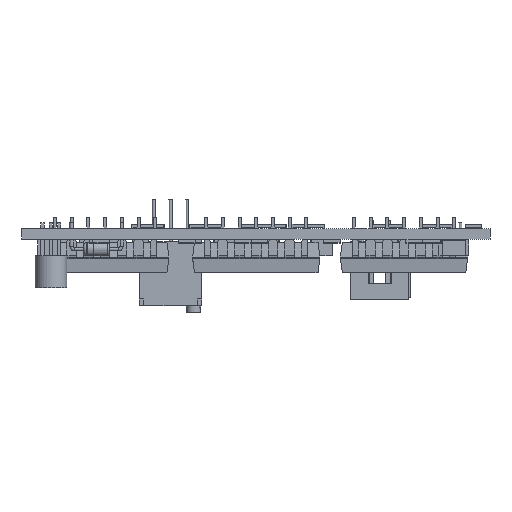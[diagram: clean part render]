
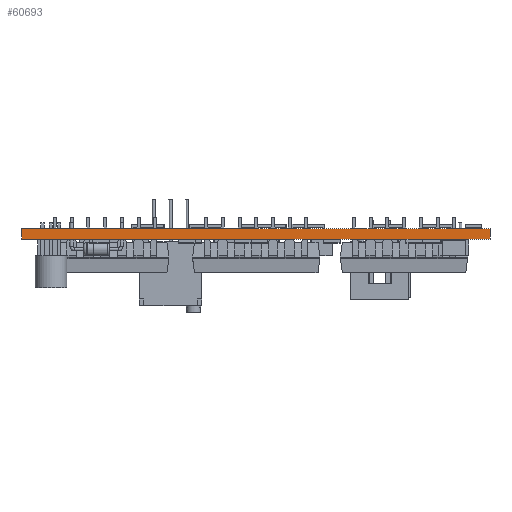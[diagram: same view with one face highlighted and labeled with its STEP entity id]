
A CAD part, front view. The second image highlights one B-rep face of the part: STEP entity #60693.
In plain terms, the highlighted planar face has unit normal (0, -1, 0).
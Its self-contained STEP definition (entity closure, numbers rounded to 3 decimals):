
#60693 = ADVANCED_FACE('',(#60694),#60708,.T.);
#60694 = FACE_BOUND('',#60695,.T.);
#60695 = EDGE_LOOP('',(#60696,#60731,#60759,#60787));
#60696 = ORIENTED_EDGE('',*,*,#60697,.T.);
#60697 = EDGE_CURVE('',#60698,#60700,#60702,.T.);
#60698 = VERTEX_POINT('',#60699);
#60699 = CARTESIAN_POINT('',(178.38,-146.57,0.));
#60700 = VERTEX_POINT('',#60701);
#60701 = CARTESIAN_POINT('',(178.38,-146.57,1.6));
#60702 = SURFACE_CURVE('',#60703,(#60707,#60719),.PCURVE_S1.);
#60703 = LINE('',#60704,#60705);
#60704 = CARTESIAN_POINT('',(178.38,-146.57,0.));
#60705 = VECTOR('',#60706,1.);
#60706 = DIRECTION('',(0.,0.,1.));
#60707 = PCURVE('',#60708,#60713);
#60708 = PLANE('',#60709);
#60709 = AXIS2_PLACEMENT_3D('',#60710,#60711,#60712);
#60710 = CARTESIAN_POINT('',(178.38,-146.57,0.));
#60711 = DIRECTION('',(0.,-1.,0.));
#60712 = DIRECTION('',(-1.,0.,0.));
#60713 = DEFINITIONAL_REPRESENTATION('',(#60714),#60718);
#60714 = LINE('',#60715,#60716);
#60715 = CARTESIAN_POINT('',(0.,-0.));
#60716 = VECTOR('',#60717,1.);
#60717 = DIRECTION('',(0.,-1.));
#60718 = ( GEOMETRIC_REPRESENTATION_CONTEXT(2) 
PARAMETRIC_REPRESENTATION_CONTEXT() REPRESENTATION_CONTEXT('2D SPACE',''
  ) );
#60719 = PCURVE('',#60720,#60725);
#60720 = PLANE('',#60721);
#60721 = AXIS2_PLACEMENT_3D('',#60722,#60723,#60724);
#60722 = CARTESIAN_POINT('',(178.38,-36.57,0.));
#60723 = DIRECTION('',(1.,0.,-0.));
#60724 = DIRECTION('',(0.,-1.,0.));
#60725 = DEFINITIONAL_REPRESENTATION('',(#60726),#60730);
#60726 = LINE('',#60727,#60728);
#60727 = CARTESIAN_POINT('',(110.,0.));
#60728 = VECTOR('',#60729,1.);
#60729 = DIRECTION('',(0.,-1.));
#60730 = ( GEOMETRIC_REPRESENTATION_CONTEXT(2) 
PARAMETRIC_REPRESENTATION_CONTEXT() REPRESENTATION_CONTEXT('2D SPACE',''
  ) );
#60731 = ORIENTED_EDGE('',*,*,#60732,.T.);
#60732 = EDGE_CURVE('',#60700,#60733,#60735,.T.);
#60733 = VERTEX_POINT('',#60734);
#60734 = CARTESIAN_POINT('',(107.38,-146.57,1.6));
#60735 = SURFACE_CURVE('',#60736,(#60740,#60747),.PCURVE_S1.);
#60736 = LINE('',#60737,#60738);
#60737 = CARTESIAN_POINT('',(178.38,-146.57,1.6));
#60738 = VECTOR('',#60739,1.);
#60739 = DIRECTION('',(-1.,0.,0.));
#60740 = PCURVE('',#60708,#60741);
#60741 = DEFINITIONAL_REPRESENTATION('',(#60742),#60746);
#60742 = LINE('',#60743,#60744);
#60743 = CARTESIAN_POINT('',(0.,-1.6));
#60744 = VECTOR('',#60745,1.);
#60745 = DIRECTION('',(1.,0.));
#60746 = ( GEOMETRIC_REPRESENTATION_CONTEXT(2) 
PARAMETRIC_REPRESENTATION_CONTEXT() REPRESENTATION_CONTEXT('2D SPACE',''
  ) );
#60747 = PCURVE('',#60748,#60753);
#60748 = PLANE('',#60749);
#60749 = AXIS2_PLACEMENT_3D('',#60750,#60751,#60752);
#60750 = CARTESIAN_POINT('',(142.88,-91.57,1.6));
#60751 = DIRECTION('',(-0.,-0.,-1.));
#60752 = DIRECTION('',(-1.,0.,0.));
#60753 = DEFINITIONAL_REPRESENTATION('',(#60754),#60758);
#60754 = LINE('',#60755,#60756);
#60755 = CARTESIAN_POINT('',(-35.5,-55.));
#60756 = VECTOR('',#60757,1.);
#60757 = DIRECTION('',(1.,0.));
#60758 = ( GEOMETRIC_REPRESENTATION_CONTEXT(2) 
PARAMETRIC_REPRESENTATION_CONTEXT() REPRESENTATION_CONTEXT('2D SPACE',''
  ) );
#60759 = ORIENTED_EDGE('',*,*,#60760,.F.);
#60760 = EDGE_CURVE('',#60761,#60733,#60763,.T.);
#60761 = VERTEX_POINT('',#60762);
#60762 = CARTESIAN_POINT('',(107.38,-146.57,0.));
#60763 = SURFACE_CURVE('',#60764,(#60768,#60775),.PCURVE_S1.);
#60764 = LINE('',#60765,#60766);
#60765 = CARTESIAN_POINT('',(107.38,-146.57,0.));
#60766 = VECTOR('',#60767,1.);
#60767 = DIRECTION('',(0.,0.,1.));
#60768 = PCURVE('',#60708,#60769);
#60769 = DEFINITIONAL_REPRESENTATION('',(#60770),#60774);
#60770 = LINE('',#60771,#60772);
#60771 = CARTESIAN_POINT('',(71.,0.));
#60772 = VECTOR('',#60773,1.);
#60773 = DIRECTION('',(0.,-1.));
#60774 = ( GEOMETRIC_REPRESENTATION_CONTEXT(2) 
PARAMETRIC_REPRESENTATION_CONTEXT() REPRESENTATION_CONTEXT('2D SPACE',''
  ) );
#60775 = PCURVE('',#60776,#60781);
#60776 = PLANE('',#60777);
#60777 = AXIS2_PLACEMENT_3D('',#60778,#60779,#60780);
#60778 = CARTESIAN_POINT('',(107.38,-146.57,0.));
#60779 = DIRECTION('',(-1.,0.,0.));
#60780 = DIRECTION('',(0.,1.,0.));
#60781 = DEFINITIONAL_REPRESENTATION('',(#60782),#60786);
#60782 = LINE('',#60783,#60784);
#60783 = CARTESIAN_POINT('',(0.,0.));
#60784 = VECTOR('',#60785,1.);
#60785 = DIRECTION('',(0.,-1.));
#60786 = ( GEOMETRIC_REPRESENTATION_CONTEXT(2) 
PARAMETRIC_REPRESENTATION_CONTEXT() REPRESENTATION_CONTEXT('2D SPACE',''
  ) );
#60787 = ORIENTED_EDGE('',*,*,#60788,.F.);
#60788 = EDGE_CURVE('',#60698,#60761,#60789,.T.);
#60789 = SURFACE_CURVE('',#60790,(#60794,#60801),.PCURVE_S1.);
#60790 = LINE('',#60791,#60792);
#60791 = CARTESIAN_POINT('',(178.38,-146.57,0.));
#60792 = VECTOR('',#60793,1.);
#60793 = DIRECTION('',(-1.,0.,0.));
#60794 = PCURVE('',#60708,#60795);
#60795 = DEFINITIONAL_REPRESENTATION('',(#60796),#60800);
#60796 = LINE('',#60797,#60798);
#60797 = CARTESIAN_POINT('',(0.,-0.));
#60798 = VECTOR('',#60799,1.);
#60799 = DIRECTION('',(1.,0.));
#60800 = ( GEOMETRIC_REPRESENTATION_CONTEXT(2) 
PARAMETRIC_REPRESENTATION_CONTEXT() REPRESENTATION_CONTEXT('2D SPACE',''
  ) );
#60801 = PCURVE('',#60802,#60807);
#60802 = PLANE('',#60803);
#60803 = AXIS2_PLACEMENT_3D('',#60804,#60805,#60806);
#60804 = CARTESIAN_POINT('',(142.88,-91.57,0.));
#60805 = DIRECTION('',(-0.,-0.,-1.));
#60806 = DIRECTION('',(-1.,0.,0.));
#60807 = DEFINITIONAL_REPRESENTATION('',(#60808),#60812);
#60808 = LINE('',#60809,#60810);
#60809 = CARTESIAN_POINT('',(-35.5,-55.));
#60810 = VECTOR('',#60811,1.);
#60811 = DIRECTION('',(1.,0.));
#60812 = ( GEOMETRIC_REPRESENTATION_CONTEXT(2) 
PARAMETRIC_REPRESENTATION_CONTEXT() REPRESENTATION_CONTEXT('2D SPACE',''
  ) );
